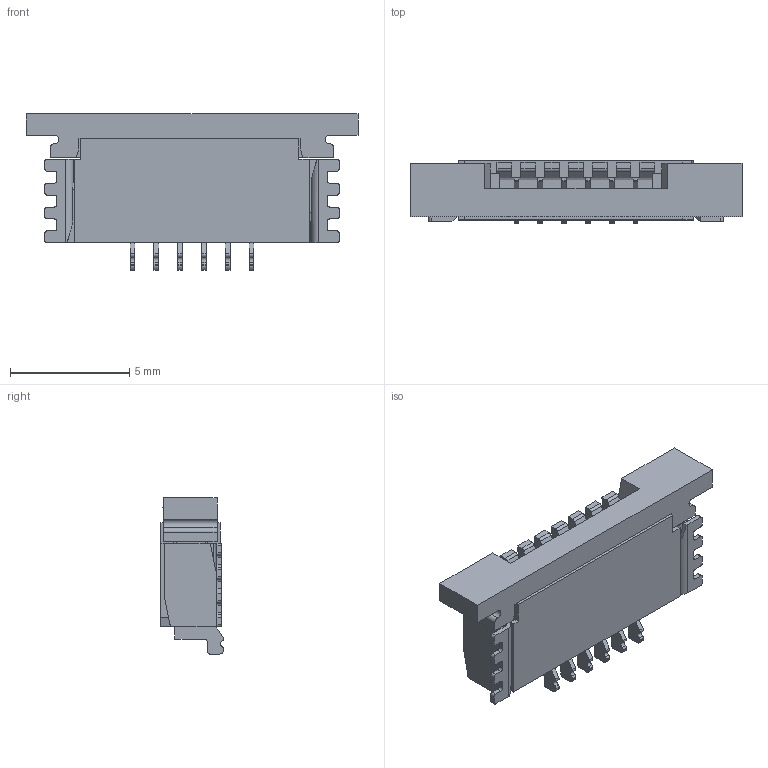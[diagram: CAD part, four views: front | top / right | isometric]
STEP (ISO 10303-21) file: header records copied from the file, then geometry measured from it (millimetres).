
FILE_DESCRIPTION((''),'2;1');
FILE_NAME('C-84953-6','2019-02-27T04:25:36',('workeradm'),('TE Connectivity Ltd.'),'CREO PARAMETRIC BY PTC INC, 2018190','CREO PARAMETRIC BY PTC INC, 2018190','');
FILE_SCHEMA(('AUTOMOTIVE_DESIGN { 1 0 10303 214 1 1 1 1 }'));
Length unit declared in the file: millimetre
Products named in the file (1): C-84953-6
Bounding box: 13.93 x 2.66 x 6.55 mm (x, y, z)
Volume: 131.9 mm3; surface area: 382.9 mm2
Topology: 1 solids, 1 shells, 402 faces, 1183 edges, 778 vertices
Faces by surface type: plane 286, cylinder 116
Entity records: 13369 total; most frequent: CARTESIAN_POINT 2381, ORIENTED_EDGE 2366, DIRECTION 2215, EDGE_CURVE 1183, VECTOR 943, LINE 943, VERTEX_POINT 778, AXIS2_PLACEMENT_3D 636
